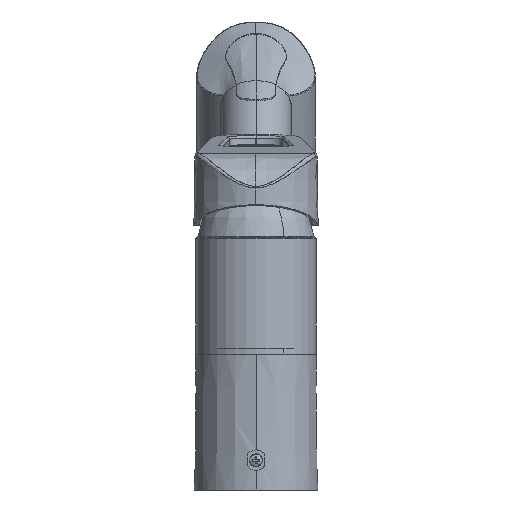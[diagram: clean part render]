
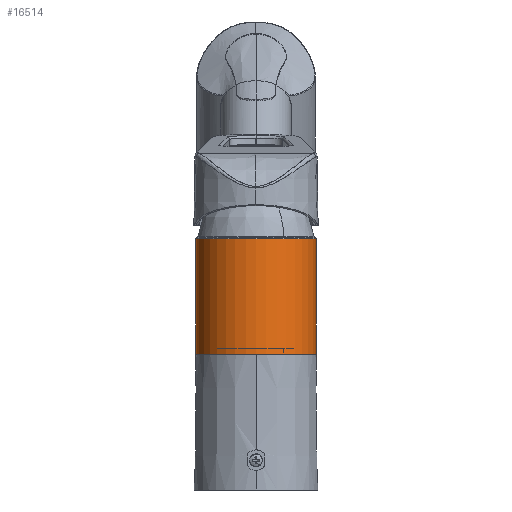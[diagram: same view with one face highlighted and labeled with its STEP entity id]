
A CAD part, front view. The second image highlights one B-rep face of the part: STEP entity #16514.
In plain terms, the highlighted cylindrical face has radius 24.9 mm (diameter 49.8 mm), a partial arc.
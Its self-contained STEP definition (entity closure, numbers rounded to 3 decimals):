
#16475=CARTESIAN_POINT('Axis2P3D Location',(0.,0.,80.175)) ;
#16480=CARTESIAN_POINT('Line Origine',(-24.9,0.,80.175)) ;
#16484=CARTESIAN_POINT('Vertex',(-24.9,0.,103.75)) ;
#16486=CARTESIAN_POINT('Vertex',(-24.9,0.,56.1)) ;
#16489=CARTESIAN_POINT('Axis2P3D Location',(0.,0.,56.1)) ;
#16493=CARTESIAN_POINT('Vertex',(24.9,0.,56.1)) ;
#16496=CARTESIAN_POINT('Line Origine',(24.9,0.,80.175)) ;
#16500=CARTESIAN_POINT('Vertex',(24.9,0.,103.75)) ;
#16503=CARTESIAN_POINT('Axis2P3D Location',(0.,0.,103.75)) ;
#16482=VECTOR('Line Direction',#16481,1.) ;
#16498=VECTOR('Line Direction',#16497,1.) ;
#16476=DIRECTION('Axis2P3D Direction',(0.,0.,1.)) ;
#16477=DIRECTION('Axis2P3D XDirection',(1.,0.,0.)) ;
#16481=DIRECTION('Vector Direction',(0.,0.,1.)) ;
#16490=DIRECTION('Axis2P3D Direction',(0.,0.,1.)) ;
#16497=DIRECTION('Vector Direction',(0.,0.,1.)) ;
#16504=DIRECTION('Axis2P3D Direction',(0.,0.,1.)) ;
#16478=AXIS2_PLACEMENT_3D('Cylinder Axis2P3D',#16475,#16476,#16477) ;
#16491=AXIS2_PLACEMENT_3D('Circle Axis2P3D',#16489,#16490,$) ;
#16505=AXIS2_PLACEMENT_3D('Circle Axis2P3D',#16503,#16504,$) ;
#16483=LINE('Line',#16480,#16482) ;
#16499=LINE('Line',#16496,#16498) ;
#16492=CIRCLE('generated circle',#16491,24.9) ;
#16506=CIRCLE('generated circle',#16505,24.9) ;
#16479=CYLINDRICAL_SURFACE('generated cylinder',#16478,24.9) ;
#16488=EDGE_CURVE('',#16485,#16487,#16483,.F.) ;
#16495=EDGE_CURVE('',#16487,#16494,#16492,.T.) ;
#16502=EDGE_CURVE('',#16494,#16501,#16499,.T.) ;
#16507=EDGE_CURVE('',#16501,#16485,#16506,.F.) ;
#16509=ORIENTED_EDGE('',*,*,#16488,.T.) ;
#16510=ORIENTED_EDGE('',*,*,#16495,.T.) ;
#16511=ORIENTED_EDGE('',*,*,#16502,.T.) ;
#16512=ORIENTED_EDGE('',*,*,#16507,.T.) ;
#16508=EDGE_LOOP('',(#16509,#16510,#16511,#16512)) ;
#16485=VERTEX_POINT('',#16484) ;
#16487=VERTEX_POINT('',#16486) ;
#16494=VERTEX_POINT('',#16493) ;
#16501=VERTEX_POINT('',#16500) ;
#16514=ADVANCED_FACE('Superficie.267',(#16513),#16479,.T.) ;
#16513=FACE_OUTER_BOUND('',#16508,.T.) ;
